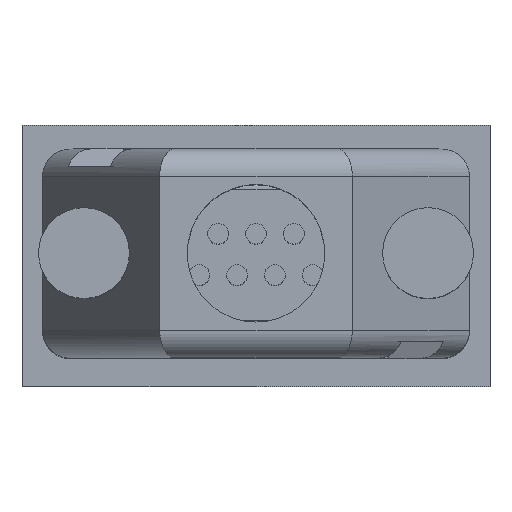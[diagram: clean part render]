
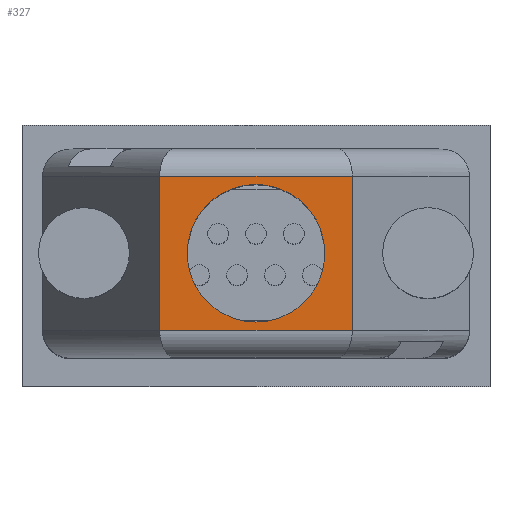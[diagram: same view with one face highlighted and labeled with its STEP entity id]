
A CAD part, top view. The second image highlights one B-rep face of the part: STEP entity #327.
In plain terms, the highlighted face is planar.
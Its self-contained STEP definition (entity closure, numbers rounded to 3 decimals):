
#166 = EDGE_CURVE ( 'NONE', #6776, #19146, #1553, .T. ) ;
#175 = VECTOR ( 'NONE', #1550, 1000. ) ;
#217 = CARTESIAN_POINT ( 'NONE',  ( -7., -5.6, -19.8 ) ) ;
#327 = ADVANCED_FACE ( 'NONE', ( #12085, #574 ), #7180, .F. ) ;
#574 = FACE_OUTER_BOUND ( 'NONE', #18725, .T. ) ;
#980 = ORIENTED_EDGE ( 'NONE', *, *, #14085, .T. ) ;
#1550 = DIRECTION ( 'NONE',  ( 1., 0., 0. ) ) ;
#1553 = CIRCLE ( 'NONE', #14249, 5. ) ;
#2002 = EDGE_LOOP ( 'NONE', ( #7999, #10276 ) ) ;
#2868 = VERTEX_POINT ( 'NONE', #217 ) ;
#3258 = CIRCLE ( 'NONE', #9099, 5. ) ;
#3284 = AXIS2_PLACEMENT_3D ( 'NONE', #18634, #9513, #5882 ) ;
#3947 = ORIENTED_EDGE ( 'NONE', *, *, #14342, .F. ) ;
#4228 = CARTESIAN_POINT ( 'NONE',  ( -7., 5.6, -19.8 ) ) ;
#4572 = CARTESIAN_POINT ( 'NONE',  ( 7., 7.6, -19.8 ) ) ;
#5183 = CARTESIAN_POINT ( 'NONE',  ( -5., 0., -19.8 ) ) ;
#5882 = DIRECTION ( 'NONE',  ( 1., 0., 0. ) ) ;
#6545 = DIRECTION ( 'NONE',  ( 0., 0., -1. ) ) ;
#6776 = VERTEX_POINT ( 'NONE', #18979 ) ;
#7180 = PLANE ( 'NONE',  #3284 ) ;
#7752 = LINE ( 'NONE', #18997, #12309 ) ;
#7999 = ORIENTED_EDGE ( 'NONE', *, *, #13854, .F. ) ;
#8126 = DIRECTION ( 'NONE',  ( -1., 0., 0. ) ) ;
#8544 = CARTESIAN_POINT ( 'NONE',  ( 0., 0., -19.8 ) ) ;
#9010 = CARTESIAN_POINT ( 'NONE',  ( -7., 7.6, -19.8 ) ) ;
#9099 = AXIS2_PLACEMENT_3D ( 'NONE', #8544, #11533, #8126 ) ;
#9349 = EDGE_CURVE ( 'NONE', #15838, #2868, #7752, .T. ) ;
#9513 = DIRECTION ( 'NONE',  ( 0., 0., 1. ) ) ;
#9731 = LINE ( 'NONE', #16260, #175 ) ;
#10276 = ORIENTED_EDGE ( 'NONE', *, *, #166, .F. ) ;
#10538 = VERTEX_POINT ( 'NONE', #20079 ) ;
#11533 = DIRECTION ( 'NONE',  ( 0., 0., -1. ) ) ;
#12085 = FACE_BOUND ( 'NONE', #2002, .T. ) ;
#12309 = VECTOR ( 'NONE', #17067, 1000. ) ;
#13854 = EDGE_CURVE ( 'NONE', #19146, #6776, #3258, .T. ) ;
#14085 = EDGE_CURVE ( 'NONE', #10538, #15838, #19356, .T. ) ;
#14249 = AXIS2_PLACEMENT_3D ( 'NONE', #20039, #6545, #19832 ) ;
#14342 = EDGE_CURVE ( 'NONE', #16029, #2868, #15628, .T. ) ;
#14593 = EDGE_CURVE ( 'NONE', #16029, #10538, #9731, .T. ) ;
#15628 = LINE ( 'NONE', #9010, #21114 ) ;
#15838 = VERTEX_POINT ( 'NONE', #17343 ) ;
#15921 = DIRECTION ( 'NONE',  ( 0., -1., 0. ) ) ;
#16029 = VERTEX_POINT ( 'NONE', #4228 ) ;
#16260 = CARTESIAN_POINT ( 'NONE',  ( -7., 5.6, -19.8 ) ) ;
#17067 = DIRECTION ( 'NONE',  ( -1., 0., 0. ) ) ;
#17343 = CARTESIAN_POINT ( 'NONE',  ( 7., -5.6, -19.8 ) ) ;
#18100 = ORIENTED_EDGE ( 'NONE', *, *, #9349, .T. ) ;
#18452 = ORIENTED_EDGE ( 'NONE', *, *, #14593, .T. ) ;
#18634 = CARTESIAN_POINT ( 'NONE',  ( -7., 7.6, -19.8 ) ) ;
#18644 = DIRECTION ( 'NONE',  ( 0., -1., 0. ) ) ;
#18725 = EDGE_LOOP ( 'NONE', ( #3947, #18452, #980, #18100 ) ) ;
#18979 = CARTESIAN_POINT ( 'NONE',  ( 5., 0., -19.8 ) ) ;
#18997 = CARTESIAN_POINT ( 'NONE',  ( -7., -5.6, -19.8 ) ) ;
#19146 = VERTEX_POINT ( 'NONE', #5183 ) ;
#19356 = LINE ( 'NONE', #4572, #20431 ) ;
#19832 = DIRECTION ( 'NONE',  ( -1., 0., 0. ) ) ;
#20039 = CARTESIAN_POINT ( 'NONE',  ( 0., 0., -19.8 ) ) ;
#20079 = CARTESIAN_POINT ( 'NONE',  ( 7., 5.6, -19.8 ) ) ;
#20431 = VECTOR ( 'NONE', #15921, 1000. ) ;
#21114 = VECTOR ( 'NONE', #18644, 1000. ) ;
